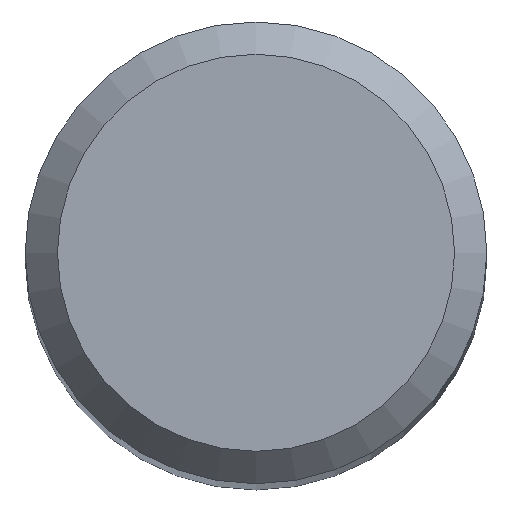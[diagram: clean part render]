
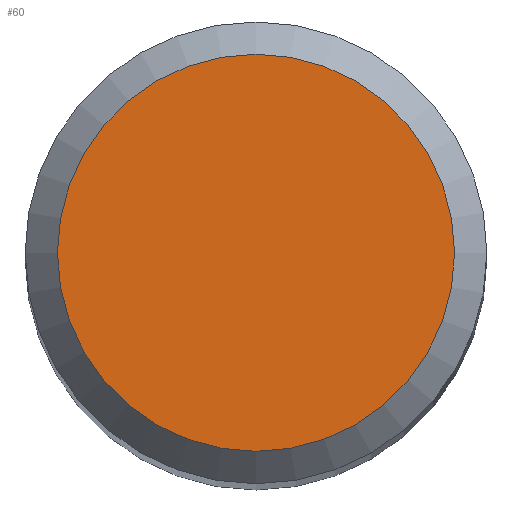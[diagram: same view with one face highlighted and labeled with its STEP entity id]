
A CAD part, top view. The second image highlights one B-rep face of the part: STEP entity #60.
In plain terms, the highlighted planar face has unit normal (0, 0, 1).
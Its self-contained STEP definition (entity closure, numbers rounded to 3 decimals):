
#45=PLANE('',#184);
#52=FACE_OUTER_BOUND('',#85,.T.);
#60=ADVANCED_FACE('',(#52),#45,.T.);
#85=EDGE_LOOP('',(#99));
#99=ORIENTED_EDGE('',*,*,#115,.F.);
#108=VERTEX_POINT('',#298);
#115=EDGE_CURVE('',#108,#108,#122,.T.);
#122=CIRCLE('',#183,4.3);
#183=AXIS2_PLACEMENT_3D('',#297,#218,#219);
#184=AXIS2_PLACEMENT_3D('',#299,#220,#221);
#218=DIRECTION('',(0.,0.,-1.));
#219=DIRECTION('',(-1.,0.,0.));
#220=DIRECTION('',(0.,0.,1.));
#221=DIRECTION('',(-1.,0.,0.));
#297=CARTESIAN_POINT('',(0.,0.,40.));
#298=CARTESIAN_POINT('',(-4.3,0.,40.));
#299=CARTESIAN_POINT('',(4.3,0.,40.));
